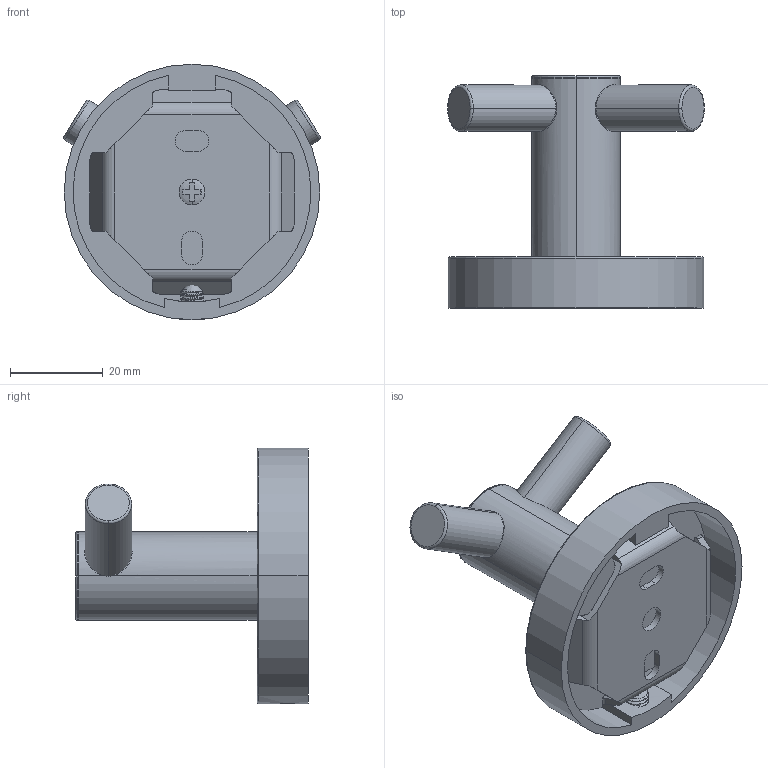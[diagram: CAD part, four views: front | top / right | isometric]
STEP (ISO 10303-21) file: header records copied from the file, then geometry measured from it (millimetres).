
FILE_DESCRIPTION((''),'2;1');
FILE_NAME('90310_ASM','2024-03-11T',('Administrator'),(''),'PRO/ENGINEER BY PARAMETRIC TECHNOLOGY CORPORATION, 2010280','PRO/ENGINEER BY PARAMETRIC TECHNOLOGY CORPORATION, 2010280','');
FILE_SCHEMA(('CONFIG_CONTROL_DESIGN'));
Length unit declared in the file: millimetre
Products named in the file (8): MGC1096ZBN; MJC0596ZBN; BLC0032WXX; MDC0034WBN; BLC0061WXX; MZC0075WXX; BLC0008WXX; 90310_ASM
Assembly tree (9 placements, depth 2):
  90310_ASM
    MGC1096ZBN
    MJC0596ZBN  x2
    BLC0032WXX  x2
    MDC0034WBN
    BLC0061WXX
    MZC0075WXX
    BLC0008WXX
Bounding box: 55.29 x 50 x 55 mm (x, y, z)
Volume: 24160.6 mm3; surface area: 21966.2 mm2
Topology: 9 solids, 13 shells, 397 faces, 1048 edges, 662 vertices
Faces by surface type: cylinder 191, plane 89, bspline 56, cone 45, torus 14, sphere 2
Entity records: 24162 total; most frequent: CARTESIAN_POINT 16374, ORIENTED_EDGE 1754, DIRECTION 1284, EDGE_CURVE 889, VERTEX_POINT 567, AXIS2_PLACEMENT_3D 466, B_SPLINE_CURVE_WITH_KNOTS 384, EDGE_LOOP 362
